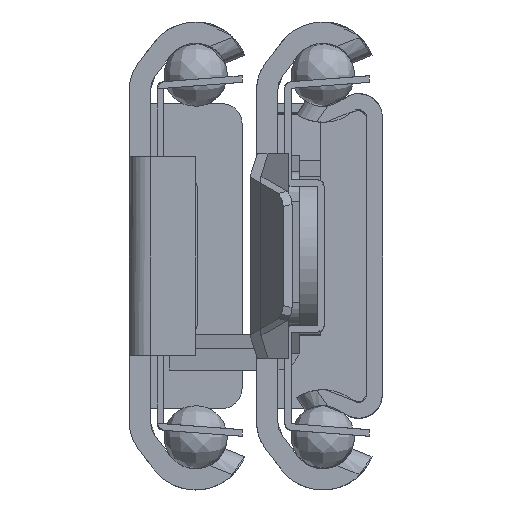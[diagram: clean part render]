
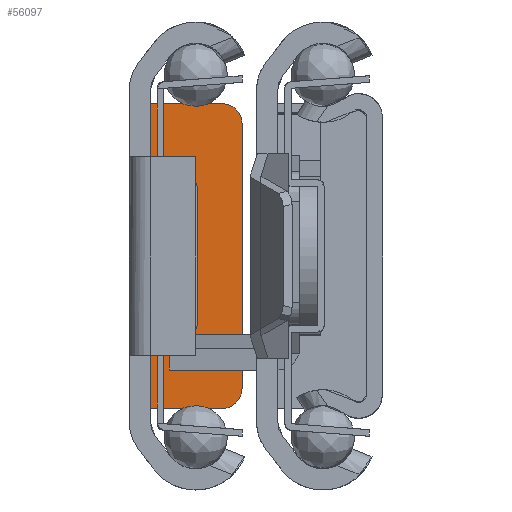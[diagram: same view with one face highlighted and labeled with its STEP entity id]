
A CAD part, left-side view. The second image highlights one B-rep face of the part: STEP entity #56097.
In plain terms, the highlighted free-form (B-spline) face has degree [1, 1] with [2, 2] control points.
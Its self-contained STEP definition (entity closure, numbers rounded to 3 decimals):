
#55957=CARTESIAN_POINT('',(-8.5,10.,1.6));
#55958=VERTEX_POINT('',#55957);
#55964=CARTESIAN_POINT('',(-7.0,11.5,1.6));
#55965=VERTEX_POINT('',#55964);
#55966=CARTESIAN_POINT('',(-8.5,10.,1.6));
#55967=CARTESIAN_POINT('',(-8.5,11.5,1.6));
#55968=CARTESIAN_POINT('',(-7.0,11.5,1.6));
#55976=(BOUNDED_CURVE()B_SPLINE_CURVE(2,(#55966,#55967,#55968),.UNSPECIFIED.,.F.,.U.)CURVE()GEOMETRIC_REPRESENTATION_ITEM()QUASI_UNIFORM_CURVE()RATIONAL_B_SPLINE_CURVE((1.0,0.707,1.0))REPRESENTATION_ITEM(''));
#55977=EDGE_CURVE('',#55958,#55965,#55976,.T.);
#55999=CARTESIAN_POINT('',(-8.5,-10.0,1.6));
#56000=VERTEX_POINT('',#55999);
#56006=CARTESIAN_POINT('',(-8.5,-10.0,1.6));
#56007=CARTESIAN_POINT('',(-8.5,10.,1.6));
#56008=QUASI_UNIFORM_CURVE('',1,(#56006,#56007),.UNSPECIFIED.,.F.,.U.);
#56009=EDGE_CURVE('',#56000,#55958,#56008,.T.);
#56044=CARTESIAN_POINT('',(-7.0,-11.5,1.6));
#56045=VERTEX_POINT('',#56044);
#56051=CARTESIAN_POINT('',(-7.0,-11.5,1.6));
#56052=CARTESIAN_POINT('',(-8.5,-11.5,1.6));
#56053=CARTESIAN_POINT('',(-8.5,-10.0,1.6));
#56061=(BOUNDED_CURVE()B_SPLINE_CURVE(2,(#56051,#56052,#56053),.UNSPECIFIED.,.F.,.U.)CURVE()GEOMETRIC_REPRESENTATION_ITEM()QUASI_UNIFORM_CURVE()RATIONAL_B_SPLINE_CURVE((1.0,0.707,1.0))REPRESENTATION_ITEM(''));
#56062=EDGE_CURVE('',#56045,#56000,#56061,.T.);
#56068=CARTESIAN_POINT('',(-8.845,12.649,1.6));
#56069=CARTESIAN_POINT('',(-1.255,12.649,1.6));
#56070=CARTESIAN_POINT('',(-8.845,-12.649,1.6));
#56071=CARTESIAN_POINT('',(-1.255,-12.649,1.6));
#56072=B_SPLINE_SURFACE_WITH_KNOTS('',1,1,((#56068,#56070),(#56069,#56071)),.UNSPECIFIED.,.F.,.F.,.U.,(2,2),(2,2),(0.0,7.589),(0.0,25.298),.UNSPECIFIED.);
#56073=CARTESIAN_POINT('',(-1.6,-11.5,1.6));
#56074=VERTEX_POINT('',#56073);
#56075=CARTESIAN_POINT('',(-1.6,-11.5,1.6));
#56076=CARTESIAN_POINT('',(-7.0,-11.5,1.6));
#56077=QUASI_UNIFORM_CURVE('',1,(#56075,#56076),.UNSPECIFIED.,.F.,.U.);
#56078=EDGE_CURVE('',#56074,#56045,#56077,.T.);
#56079=ORIENTED_EDGE('',*,*,#56078,.F.);
#56080=CARTESIAN_POINT('',(-1.6,11.5,1.6));
#56081=VERTEX_POINT('',#56080);
#56082=CARTESIAN_POINT('',(-1.6,-11.5,1.6));
#56083=CARTESIAN_POINT('',(-1.6,11.5,1.6));
#56084=QUASI_UNIFORM_CURVE('',1,(#56082,#56083),.UNSPECIFIED.,.F.,.U.);
#56085=EDGE_CURVE('',#56074,#56081,#56084,.T.);
#56086=ORIENTED_EDGE('',*,*,#56085,.T.);
#56087=CARTESIAN_POINT('',(-7.0,11.5,1.6));
#56088=CARTESIAN_POINT('',(-1.6,11.5,1.6));
#56089=QUASI_UNIFORM_CURVE('',1,(#56087,#56088),.UNSPECIFIED.,.F.,.U.);
#56090=EDGE_CURVE('',#55965,#56081,#56089,.T.);
#56091=ORIENTED_EDGE('',*,*,#56090,.F.);
#56092=ORIENTED_EDGE('',*,*,#55977,.F.);
#56093=ORIENTED_EDGE('',*,*,#56009,.F.);
#56094=ORIENTED_EDGE('',*,*,#56062,.F.);
#56095=EDGE_LOOP('',(#56079,#56086,#56091,#56092,#56093,#56094));
#56096=FACE_OUTER_BOUND('',#56095,.T.);
#56097=ADVANCED_FACE('',(#56096),#56072,.F.);
